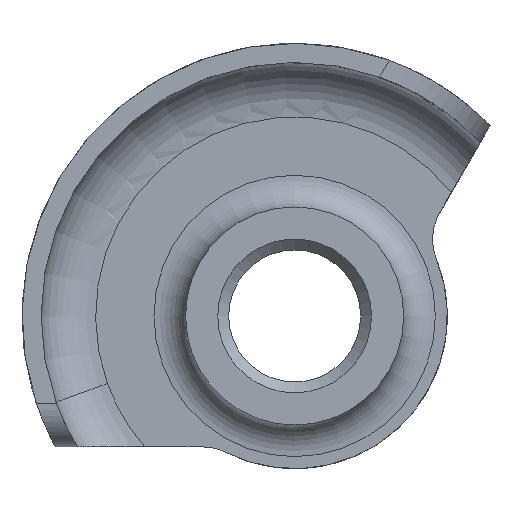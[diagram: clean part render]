
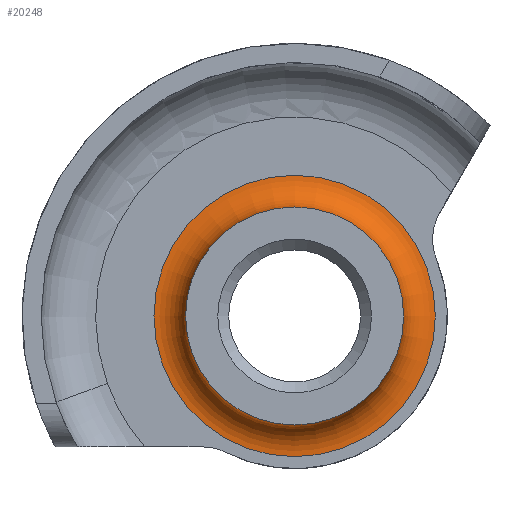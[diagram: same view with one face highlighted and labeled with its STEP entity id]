
A CAD part, left-side view. The second image highlights one B-rep face of the part: STEP entity #20248.
In plain terms, the highlighted toroidal (fillet/blend) face has major radius 12.9 mm and minor radius 2.9 mm.
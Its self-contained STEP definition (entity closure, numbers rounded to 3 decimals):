
#14319 = PLANE('',#14320);
#14320 = AXIS2_PLACEMENT_3D('',#14321,#14322,#14323);
#14321 = CARTESIAN_POINT('',(-6.,2.88,3.857));
#14322 = DIRECTION('',(1.,0.,0.));
#14323 = DIRECTION('',(0.,0.,1.));
#16404 = EDGE_CURVE('',#16405,#16405,#16407,.T.);
#16405 = VERTEX_POINT('',#16406);
#16406 = CARTESIAN_POINT('',(-6.,12.9,0.));
#16407 = SURFACE_CURVE('',#16408,(#16413,#16424),.PCURVE_S1.);
#16408 = CIRCLE('',#16409,12.9);
#16409 = AXIS2_PLACEMENT_3D('',#16410,#16411,#16412);
#16410 = CARTESIAN_POINT('',(-6.,0.,0.));
#16411 = DIRECTION('',(-1.,0.,0.));
#16412 = DIRECTION('',(0.,1.,0.));
#16413 = PCURVE('',#14319,#16414);
#16414 = DEFINITIONAL_REPRESENTATION('',(#16415),#16423);
#16415 = ( BOUNDED_CURVE() B_SPLINE_CURVE(2,(#16416,#16417,#16418,#16419
    ,#16420,#16421,#16422),.UNSPECIFIED.,.T.,.F.) 
B_SPLINE_CURVE_WITH_KNOTS((1,2,2,2,2,1),(-2.094,0.,
    2.094,4.189,6.283,8.378),
.UNSPECIFIED.) CURVE() GEOMETRIC_REPRESENTATION_ITEM() 
RATIONAL_B_SPLINE_CURVE((1.,0.5,1.,0.5,1.,0.5,1.)) REPRESENTATION_ITEM(
  '') );
#16416 = CARTESIAN_POINT('',(-3.857,-10.02));
#16417 = CARTESIAN_POINT('',(-26.201,-10.02));
#16418 = CARTESIAN_POINT('',(-15.029,9.33));
#16419 = CARTESIAN_POINT('',(-3.857,28.68));
#16420 = CARTESIAN_POINT('',(7.314,9.33));
#16421 = CARTESIAN_POINT('',(18.486,-10.02));
#16422 = CARTESIAN_POINT('',(-3.857,-10.02));
#16423 = ( GEOMETRIC_REPRESENTATION_CONTEXT(2) 
PARAMETRIC_REPRESENTATION_CONTEXT() REPRESENTATION_CONTEXT('2D SPACE',''
  ) );
#16424 = PCURVE('',#16425,#16430);
#16425 = TOROIDAL_SURFACE('',#16426,12.9,2.9);
#16426 = AXIS2_PLACEMENT_3D('',#16427,#16428,#16429);
#16427 = CARTESIAN_POINT('',(-8.9,0.,0.));
#16428 = DIRECTION('',(1.,0.,0.));
#16429 = DIRECTION('',(0.,1.,0.));
#16430 = DEFINITIONAL_REPRESENTATION('',(#16431),#16435);
#16431 = LINE('',#16432,#16433);
#16432 = CARTESIAN_POINT('',(-0.,1.571));
#16433 = VECTOR('',#16434,1.);
#16434 = DIRECTION('',(-1.,0.));
#16435 = ( GEOMETRIC_REPRESENTATION_CONTEXT(2) 
PARAMETRIC_REPRESENTATION_CONTEXT() REPRESENTATION_CONTEXT('2D SPACE',''
  ) );
#20248 = ADVANCED_FACE('',(#20249),#16425,.F.);
#20249 = FACE_BOUND('',#20250,.T.);
#20250 = EDGE_LOOP('',(#20251,#20275,#20276,#20277));
#20251 = ORIENTED_EDGE('',*,*,#20252,.F.);
#20252 = EDGE_CURVE('',#16405,#20253,#20255,.T.);
#20253 = VERTEX_POINT('',#20254);
#20254 = CARTESIAN_POINT('',(-8.9,10.,0.));
#20255 = SEAM_CURVE('',#20256,(#20261,#20268),.PCURVE_S1.);
#20256 = CIRCLE('',#20257,2.9);
#20257 = AXIS2_PLACEMENT_3D('',#20258,#20259,#20260);
#20258 = CARTESIAN_POINT('',(-8.9,12.9,0.));
#20259 = DIRECTION('',(0.,0.,-1.));
#20260 = DIRECTION('',(0.,1.,0.));
#20261 = PCURVE('',#16425,#20262);
#20262 = DEFINITIONAL_REPRESENTATION('',(#20263),#20267);
#20263 = LINE('',#20264,#20265);
#20264 = CARTESIAN_POINT('',(0.,-0.));
#20265 = VECTOR('',#20266,1.);
#20266 = DIRECTION('',(-0.,1.));
#20267 = ( GEOMETRIC_REPRESENTATION_CONTEXT(2) 
PARAMETRIC_REPRESENTATION_CONTEXT() REPRESENTATION_CONTEXT('2D SPACE',''
  ) );
#20268 = PCURVE('',#16425,#20269);
#20269 = DEFINITIONAL_REPRESENTATION('',(#20270),#20274);
#20270 = LINE('',#20271,#20272);
#20271 = CARTESIAN_POINT('',(-6.283,0.));
#20272 = VECTOR('',#20273,1.);
#20273 = DIRECTION('',(-0.,1.));
#20274 = ( GEOMETRIC_REPRESENTATION_CONTEXT(2) 
PARAMETRIC_REPRESENTATION_CONTEXT() REPRESENTATION_CONTEXT('2D SPACE',''
  ) );
#20275 = ORIENTED_EDGE('',*,*,#16404,.T.);
#20276 = ORIENTED_EDGE('',*,*,#20252,.T.);
#20277 = ORIENTED_EDGE('',*,*,#20278,.F.);
#20278 = EDGE_CURVE('',#20253,#20253,#20279,.T.);
#20279 = SURFACE_CURVE('',#20280,(#20285,#20292),.PCURVE_S1.);
#20280 = CIRCLE('',#20281,10.);
#20281 = AXIS2_PLACEMENT_3D('',#20282,#20283,#20284);
#20282 = CARTESIAN_POINT('',(-8.9,0.,0.));
#20283 = DIRECTION('',(-1.,0.,0.));
#20284 = DIRECTION('',(0.,1.,0.));
#20285 = PCURVE('',#16425,#20286);
#20286 = DEFINITIONAL_REPRESENTATION('',(#20287),#20291);
#20287 = LINE('',#20288,#20289);
#20288 = CARTESIAN_POINT('',(-0.,3.142));
#20289 = VECTOR('',#20290,1.);
#20290 = DIRECTION('',(-1.,0.));
#20291 = ( GEOMETRIC_REPRESENTATION_CONTEXT(2) 
PARAMETRIC_REPRESENTATION_CONTEXT() REPRESENTATION_CONTEXT('2D SPACE',''
  ) );
#20292 = PCURVE('',#20293,#20298);
#20293 = CYLINDRICAL_SURFACE('',#20294,10.);
#20294 = AXIS2_PLACEMENT_3D('',#20295,#20296,#20297);
#20295 = CARTESIAN_POINT('',(-6.,0.,0.));
#20296 = DIRECTION('',(1.,0.,0.));
#20297 = DIRECTION('',(0.,1.,0.));
#20298 = DEFINITIONAL_REPRESENTATION('',(#20299),#20303);
#20299 = LINE('',#20300,#20301);
#20300 = CARTESIAN_POINT('',(0.,-2.9));
#20301 = VECTOR('',#20302,1.);
#20302 = DIRECTION('',(-1.,0.));
#20303 = ( GEOMETRIC_REPRESENTATION_CONTEXT(2) 
PARAMETRIC_REPRESENTATION_CONTEXT() REPRESENTATION_CONTEXT('2D SPACE',''
  ) );
